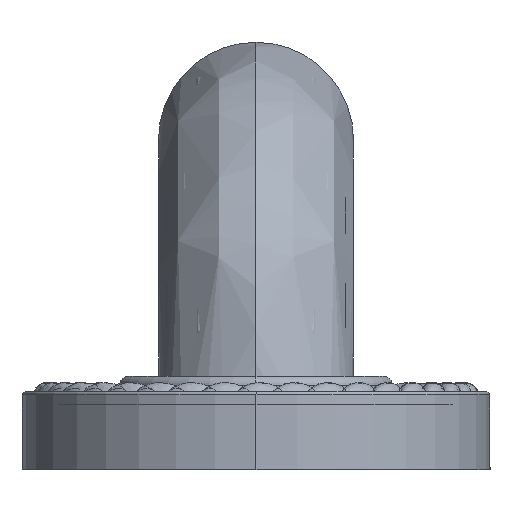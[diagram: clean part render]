
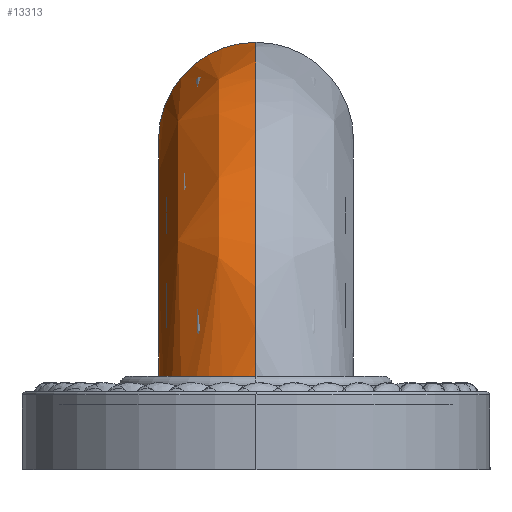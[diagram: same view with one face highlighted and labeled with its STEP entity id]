
A CAD part, left-side view. The second image highlights one B-rep face of the part: STEP entity #13313.
In plain terms, the highlighted free-form (B-spline) face has degree [3, 3] with [4, 4] control points.
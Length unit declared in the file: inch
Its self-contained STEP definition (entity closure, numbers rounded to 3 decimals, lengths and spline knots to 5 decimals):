
#12980=CARTESIAN_POINT('',(-18.,0.,0.49));
#12981=DIRECTION('',(0.,0.,-1.));
#12982=DIRECTION('',(-1.,0.,0.));
#12983=AXIS2_PLACEMENT_3D('',#12980,#12981,#12982);
#12985=CARTESIAN_POINT('',(-17.375,0.,0.49));
#12986=CARTESIAN_POINT('',(-17.375,0.,0.60785));
#12987=CARTESIAN_POINT('',(-17.33229,0.,0.86245));
#12988=CARTESIAN_POINT('',(-17.10323,0.,1.21823));
#12989=CARTESIAN_POINT('',(-16.74745,0.,1.44729));
#12990=CARTESIAN_POINT('',(-16.49285,0.,1.49));
#12991=CARTESIAN_POINT('',(-16.375,0.,1.49));
#12993=CARTESIAN_POINT('',(-16.375,0.,2.115));
#12994=DIRECTION('',(1.,0.,0.));
#12995=DIRECTION('',(0.,0.,-1.));
#12996=AXIS2_PLACEMENT_3D('',#12993,#12994,#12995);
#12998=CARTESIAN_POINT('',(-16.375,0.,2.74));
#12999=CARTESIAN_POINT('',(-16.64017,0.,2.74));
#13000=CARTESIAN_POINT('',(-17.21301,0.,2.64389));
#13001=CARTESIAN_POINT('',(-18.01351,0.,2.12851));
#13002=CARTESIAN_POINT('',(-18.52889,0.,1.32801));
#13003=CARTESIAN_POINT('',(-18.625,0.,0.75517));
#13004=CARTESIAN_POINT('',(-18.625,0.,0.49));
#13174=CARTESIAN_POINT('',(-17.375,0.,0.49));
#13175=VERTEX_POINT('',#13174);
#13176=CARTESIAN_POINT('',(-18.625,0.,0.49));
#13177=VERTEX_POINT('',#13176);
#13178=VERTEX_POINT('',#12998);
#13179=CARTESIAN_POINT('',(-16.375,0.,1.49));
#13180=VERTEX_POINT('',#13179);
#13287=CARTESIAN_POINT('',(-18.62314,-0.03697,
0.43123));
#13288=CARTESIAN_POINT('',(-18.70634,1.36785,
0.42905));
#13289=CARTESIAN_POINT('',(-17.29677,1.37576,
0.4659));
#13290=CARTESIAN_POINT('',(-17.37563,-0.0349,
0.46384));
#13291=CARTESIAN_POINT('',(-18.659,-0.03697,
1.80307));
#13292=CARTESIAN_POINT('',(-18.74353,1.36785,
1.85167));
#13293=CARTESIAN_POINT('',(-17.31147,1.37576,
1.02838));
#13294=CARTESIAN_POINT('',(-17.3916,-0.0349,
1.07444));
#13295=CARTESIAN_POINT('',(-17.68878,-0.03697,
2.77363));
#13296=CARTESIAN_POINT('',(-17.7374,1.36785,
2.85815));
#13297=CARTESIAN_POINT('',(-16.91367,1.37576,
1.42632));
#13298=CARTESIAN_POINT('',(-16.95976,-0.0349,
1.50643));
#13299=CARTESIAN_POINT('',(-16.31686,-0.03697,
2.73815));
#13300=CARTESIAN_POINT('',(-16.31471,1.36785,
2.82136));
#13301=CARTESIAN_POINT('',(-16.35116,1.37576,
1.41177));
#13302=CARTESIAN_POINT('',(-16.34912,-0.0349,
1.49064));
#13303=(BOUNDED_SURFACE()B_SPLINE_SURFACE(3,3,((#13287,#13288,#13289,#13290),(
#13291,#13292,#13293,#13294),(#13295,#13296,#13297,#13298),(#13299,#13300,
#13301,#13302)),.UNSPECIFIED.,.F.,.F.,.F.)B_SPLINE_SURFACE_WITH_KNOTS((4,4),(4,
4),(-0.01858,1.01838),(-0.0305,1.02874),
.UNSPECIFIED.)GEOMETRIC_REPRESENTATION_ITEM()RATIONAL_B_SPLINE_SURFACE(((
2.518,0.743,0.74,2.509),(
1.995,0.589,0.586,1.988),(
1.995,0.589,0.586,1.988),(
2.518,0.743,0.74,2.509)))REPRESENTATION_ITEM('')SURFACE());
#13305=ORIENTED_EDGE('',*,*,#13304,.T.);
#13307=ORIENTED_EDGE('',*,*,#13306,.T.);
#13308=ORIENTED_EDGE('',*,*,#13277,.T.);
#13310=ORIENTED_EDGE('',*,*,#13309,.T.);
#13311=EDGE_LOOP('',(#13305,#13307,#13308,#13310));
#13312=FACE_OUTER_BOUND('',#13311,.F.);
#13313=ADVANCED_FACE('',(#13312),#13303,.T.);
#12984=CIRCLE('',#12983,0.625);
#12992=B_SPLINE_CURVE_WITH_KNOTS('',3,(#12985,#12986,#12987,#12988,#12989,
#12990,#12991),.UNSPECIFIED.,.F.,.F.,(4,1,1,1,4),(0.,0.25,0.5,0.75,
1.),.UNSPECIFIED.);
#12997=CIRCLE('',#12996,0.625);
#13005=B_SPLINE_CURVE_WITH_KNOTS('',3,(#12998,#12999,#13000,#13001,#13002,
#13003,#13004),.UNSPECIFIED.,.F.,.F.,(4,1,1,1,4),(0.,0.25,0.5,0.75,
1.),.UNSPECIFIED.);
#13277=EDGE_CURVE('',#13180,#13178,#12997,.T.);
#13304=EDGE_CURVE('',#13177,#13175,#12984,.T.);
#13306=EDGE_CURVE('',#13175,#13180,#12992,.T.);
#13309=EDGE_CURVE('',#13178,#13177,#13005,.T.);
